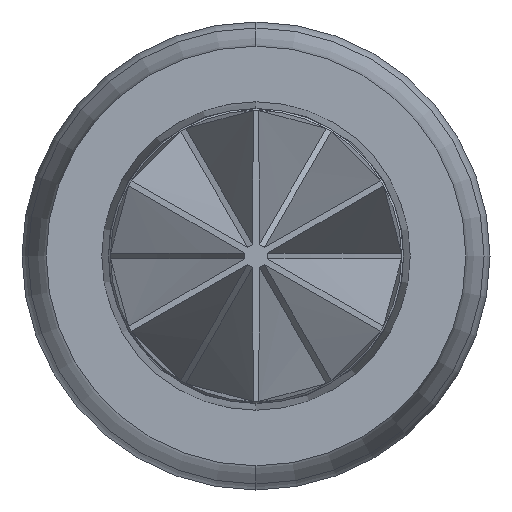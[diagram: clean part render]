
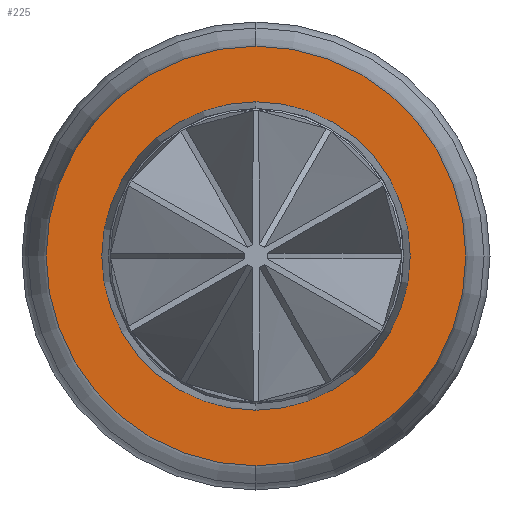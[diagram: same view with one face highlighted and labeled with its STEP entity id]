
A CAD part, left-side view. The second image highlights one B-rep face of the part: STEP entity #225.
In plain terms, the highlighted planar face has unit normal (-1, 0, 0).
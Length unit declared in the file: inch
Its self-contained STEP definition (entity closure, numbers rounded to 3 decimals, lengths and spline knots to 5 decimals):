
#87 = DIRECTION ( 'NONE',  ( 0., 0., 1. ) ) ;
#89 = DIRECTION ( 'NONE',  ( -1., 0., 0. ) ) ;
#90 = CARTESIAN_POINT ( 'NONE',  ( 0.25, 0., 0. ) ) ;
#91 = DIRECTION ( 'NONE',  ( 0., 0., 1. ) ) ;
#92 = DIRECTION ( 'NONE',  ( -1., 0., 0. ) ) ;
#93 = CARTESIAN_POINT ( 'NONE',  ( 0.25, 0., 0. ) ) ;
#103 = DIRECTION ( 'NONE',  ( 0., 0., -1. ) ) ;
#104 = DIRECTION ( 'NONE',  ( -1., 0., 0. ) ) ;
#105 = CARTESIAN_POINT ( 'NONE',  ( 0.25, 0., 0. ) ) ;
#225 = ADVANCED_FACE ( 'NONE', ( #339, #331 ), #699, .F. ) ;
#249 = CIRCLE ( 'NONE', #533, 0.01802 ) ;
#250 = CIRCLE ( 'NONE', #532, 0.01324 ) ;
#296 = CIRCLE ( 'NONE', #552, 0.01324 ) ;
#331 = FACE_OUTER_BOUND ( 'NONE', #954, .T. ) ;
#339 = FACE_BOUND ( 'NONE', #939, .T. ) ;
#352 = CIRCLE ( 'NONE', #516, 0.01802 ) ;
#414 = VERTEX_POINT ( 'NONE', #596 ) ;
#416 = VERTEX_POINT ( 'NONE', #591 ) ;
#430 = VERTEX_POINT ( 'NONE', #570 ) ;
#456 = VERTEX_POINT ( 'NONE', #799 ) ;
#475 = ORIENTED_EDGE ( 'NONE', *, *, #1116, .F. ) ;
#494 = ORIENTED_EDGE ( 'NONE', *, *, #1137, .T. ) ;
#498 = ORIENTED_EDGE ( 'NONE', *, *, #1163, .T. ) ;
#502 = ORIENTED_EDGE ( 'NONE', *, *, #1160, .F. ) ;
#516 = AXIS2_PLACEMENT_3D ( 'NONE', #90, #89, #87 ) ;
#528 = AXIS2_PLACEMENT_3D ( 'NONE', #702, #705, #694 ) ;
#532 = AXIS2_PLACEMENT_3D ( 'NONE', #105, #104, #103 ) ;
#533 = AXIS2_PLACEMENT_3D ( 'NONE', #93, #92, #91 ) ;
#552 = AXIS2_PLACEMENT_3D ( 'NONE', #796, #793, #792 ) ;
#570 = CARTESIAN_POINT ( 'NONE',  ( 0.25, 0., -0.01324 ) ) ;
#591 = CARTESIAN_POINT ( 'NONE',  ( 0.25, 0., 0.01324 ) ) ;
#596 = CARTESIAN_POINT ( 'NONE',  ( 0.25, 0., 0.01802 ) ) ;
#694 = DIRECTION ( 'NONE',  ( 0., 0., -1. ) ) ;
#699 = PLANE ( 'NONE',  #528 ) ;
#702 = CARTESIAN_POINT ( 'NONE',  ( 0.25, 0.01802, 0. ) ) ;
#705 = DIRECTION ( 'NONE',  ( 1., 0., 0. ) ) ;
#792 = DIRECTION ( 'NONE',  ( 0., 0., -1. ) ) ;
#793 = DIRECTION ( 'NONE',  ( -1., 0., 0. ) ) ;
#796 = CARTESIAN_POINT ( 'NONE',  ( 0.25, 0., 0. ) ) ;
#799 = CARTESIAN_POINT ( 'NONE',  ( 0.25, 0., -0.01802 ) ) ;
#939 = EDGE_LOOP ( 'NONE', ( #502, #475 ) ) ;
#954 = EDGE_LOOP ( 'NONE', ( #494, #498 ) ) ;
#1116 = EDGE_CURVE ( 'NONE', #416, #430, #296, .T. ) ;
#1137 = EDGE_CURVE ( 'NONE', #414, #456, #352, .T. ) ;
#1160 = EDGE_CURVE ( 'NONE', #430, #416, #250, .T. ) ;
#1163 = EDGE_CURVE ( 'NONE', #456, #414, #249, .T. ) ;
